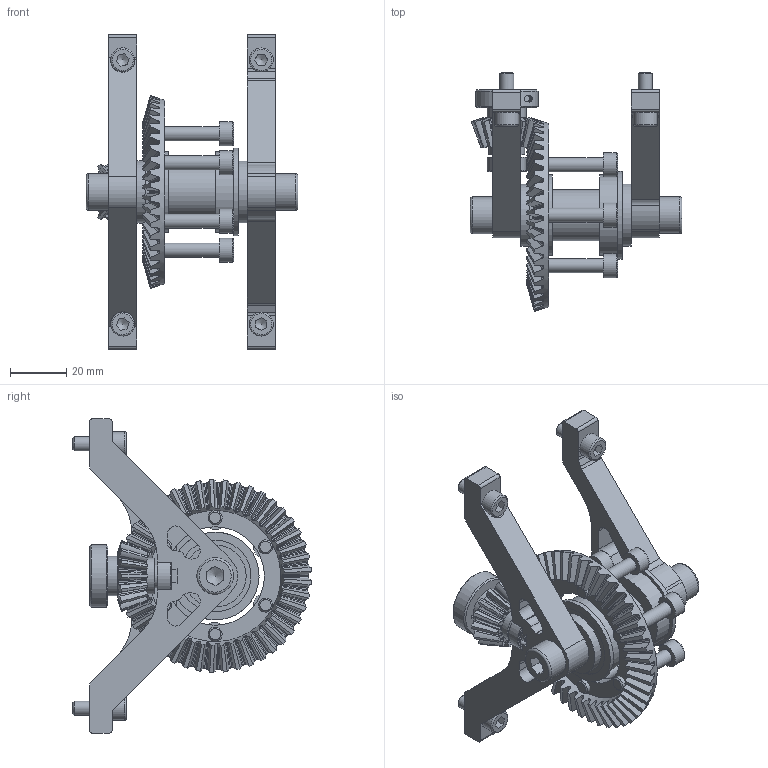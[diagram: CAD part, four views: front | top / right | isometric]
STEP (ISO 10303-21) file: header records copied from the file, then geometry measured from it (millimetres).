
FILE_DESCRIPTION(/* description */ ('STEP AP242','CAx-IF Rec.Pracs.---Representation and Presentation of Product Manufacturing Information (PMI)---4.0---2014-10-13','CAx-IF Rec.Pracs.---3D Tessellated Geometry---0.4---2014-09-14','2;1'),/* implementation_level */ '2;1');
FILE_NAME(/* name */ '667f65d6593c757dd18efba6',/* time_stamp */ '2024-06-29T01:39:35Z',/* author */ (''),/* organization */ (''),/* preprocessor_version */ 'ST-DEVELOPER v20',/* originating_system */ ' ',/* authorisation */ ' ');
FILE_SCHEMA (('AP242_MANAGED_MODEL_BASED_3D_ENGINEERING_MIM_LF { 1 0 10303 442 1 1 4 }'));
Length unit declared in the file: metre
Products named in the file (22): Lower ASM; AS 1420 - 1973 - M5 x 14; 0.500_ ID x 1.125_ OD x 0.313_ WD (Flanged Bearing) (217-2731); M1574 - 2021 - SW2 - P027; AS 1420 - 1973 - M8 x 16; M1574 - 2021 - SW2 - P005; Clamping Shaft Collar - 3_8 Hex ID (217-2739); M1574 - 2021 - SW2 - P013; M1574 - 2021 - SW2 - P035; M1574 - 2021 - SW2 - P047; M1574 - 2021 - SW2 - P004 - REV3; Bearing <1>; SKF_W 605_PART3; SKF_W 605_PART1; SKF_W 605_PART2; Billet Wheel <1>; AS 1420 - 1973 - M5 x 25; Bevel Gears <1>; Bevel Gear, 4515; Bevel Gear, 1545
Assembly tree (38 placements, depth 5):
  Lower ASM
    AS 1420 - 1973 - M5 x 14  x4
    0.500_ ID x 1.125_ OD x 0.313_ WD (Flanged Bearing) (217-2731)  x2
    M1574 - 2021 - SW2 - P027  x2
    AS 1420 - 1973 - M8 x 16  x2
    M1574 - 2021 - SW2 - P005
    Clamping Shaft Collar - 3_8 Hex ID (217-2739)
    M1574 - 2021 - SW2 - P013
    M1574 - 2021 - SW2 - P035
    M1574 - 2021 - SW2 - P047
    M1574 - 2021 - SW2 - P004 - REV3
    Clamping Shaft Collar - 3_8 Hex ID (217-2739)
    Bearing <1>
      SKF_W 605_PART3  x7
      SKF_W 605_PART1
      SKF_W 605_PART2
    Billet Wheel <1>
      AS 1420 - 1973 - M5 x 25  x6
      Bevel Gears <1>
        Bevel Gear, 4515
        Bevel Gears <1>
          Bevel Gear, 1545
Bounding box: 75.08 x 84.61 x 111.34 mm (x, y, z)
Volume: 71746.4 mm3; surface area: 47523.7 mm2
Topology: 34 solids, 34 shells, 839 faces, 2249 edges, 1490 vertices
Faces by surface type: plane 248, cylinder 245, bspline 186, cone 119, torus 34, sphere 7
Full cylindrical faces by diameter (mm): 2.261 x1, 3.264 x1, 4.039 x6, 4.648 x1, 4.763 x1, 5 x16, 6.9 x2, 7.2 x1, 7.79 x2, 8 x4, 8.5 x11, 11.28 x2, 12.2 x2, 12.7 x4, 13 x3, 13.97 x1, 14 x1, 14.478 x2, 18 x1, 19.05 x2, 22 x2, 25.4 x2, 28.575 x2, 31.115 x2, 34.925 x1
Entity records: 36540 total; most frequent: CARTESIAN_POINT 20881, ORIENTED_EDGE 3580, DIRECTION 2325, EDGE_CURVE 1790, VERTEX_POINT 1235, AXIS2_PLACEMENT_3D 964, B_SPLINE_CURVE_WITH_KNOTS 926, FACE_BOUND 831
